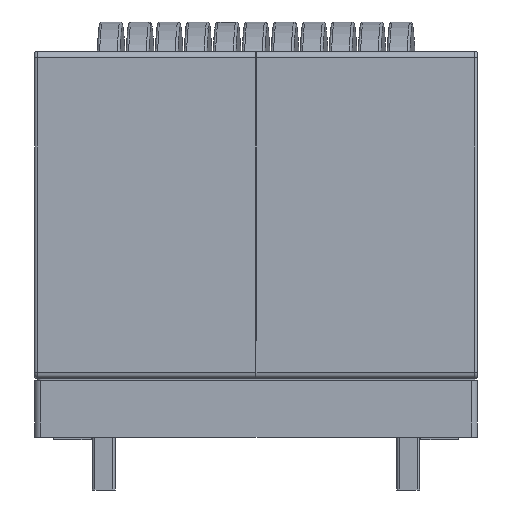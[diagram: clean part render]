
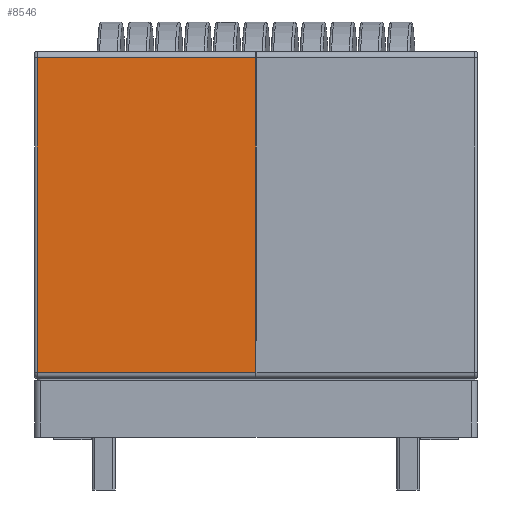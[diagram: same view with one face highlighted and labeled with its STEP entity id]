
A CAD part, left-side view. The second image highlights one B-rep face of the part: STEP entity #8546.
In plain terms, the highlighted face is planar.
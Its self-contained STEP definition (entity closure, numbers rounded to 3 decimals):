
#2008=ORIENTED_EDGE('',*,*,#4226,.T.);
#2009=ORIENTED_EDGE('',*,*,#4227,.T.);
#2010=ORIENTED_EDGE('',*,*,#4228,.T.);
#2011=ORIENTED_EDGE('',*,*,#4214,.F.);
#4214=EDGE_CURVE('',#5359,#5360,#6168,.T.);
#4226=EDGE_CURVE('',#5359,#5368,#6170,.F.);
#4227=EDGE_CURVE('',#5368,#5369,#6171,.T.);
#4228=EDGE_CURVE('',#5369,#5360,#6172,.T.);
#5359=VERTEX_POINT('',#23286);
#5360=VERTEX_POINT('',#23288);
#5368=VERTEX_POINT('',#23310);
#5369=VERTEX_POINT('',#23312);
#6168=LINE('',#23287,#6706);
#6170=LINE('',#23309,#6708);
#6171=LINE('',#23311,#6709);
#6172=LINE('',#23313,#6710);
#6706=VECTOR('',#12320,1000.);
#6708=VECTOR('',#12346,1000.);
#6709=VECTOR('',#12347,1000.);
#6710=VECTOR('',#12348,1000.);
#7188=EDGE_LOOP('',(#2008,#2009,#2010,#2011));
#7748=FACE_BOUND('',#7188,.T.);
#8244=PLANE('',#11411);
#8546=ADVANCED_FACE('',(#7748),#8244,.T.);
#11411=AXIS2_PLACEMENT_3D('',#23308,#12344,#12345);
#12320=DIRECTION('',(0.,-1.,0.));
#12344=DIRECTION('',(1.,0.,0.));
#12345=DIRECTION('',(0.,1.,0.));
#12346=DIRECTION('',(0.,0.,-1.));
#12347=DIRECTION('',(0.,-1.,0.));
#12348=DIRECTION('',(0.,0.,-1.));
#23286=CARTESIAN_POINT('',(18.,12.5,-8.8));
#23287=CARTESIAN_POINT('',(18.,13.,-8.8));
#23288=CARTESIAN_POINT('',(18.,-12.5,-8.8));
#23308=CARTESIAN_POINT('',(18.,13.,8.8));
#23309=CARTESIAN_POINT('',(18.,12.5,8.8));
#23310=CARTESIAN_POINT('',(18.,12.5,8.6));
#23311=CARTESIAN_POINT('',(18.,-12.5,8.6));
#23312=CARTESIAN_POINT('',(18.,-12.5,8.6));
#23313=CARTESIAN_POINT('',(18.,-12.5,8.8));
